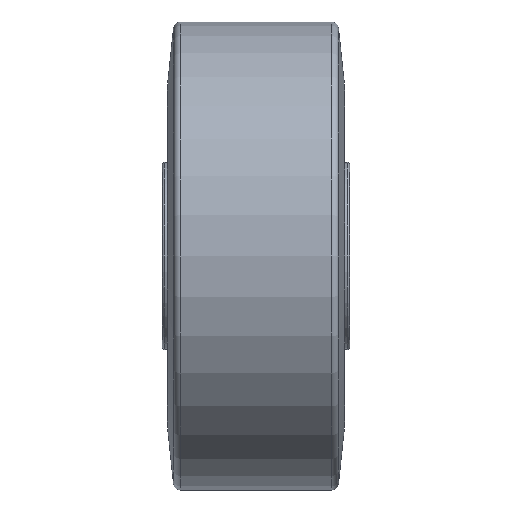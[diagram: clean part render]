
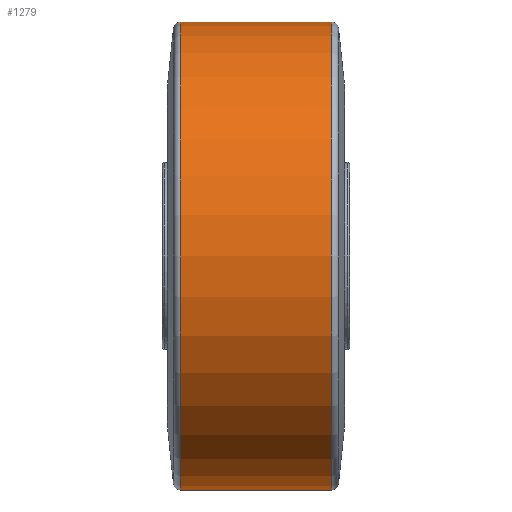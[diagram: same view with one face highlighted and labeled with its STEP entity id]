
A CAD part, front view. The second image highlights one B-rep face of the part: STEP entity #1279.
In plain terms, the highlighted cylindrical face has radius 50 mm (diameter 100 mm), a partial arc.
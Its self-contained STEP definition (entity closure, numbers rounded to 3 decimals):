
#154 = CIRCLE ( 'NONE', #472, 50. ) ;
#184 = EDGE_CURVE ( 'NONE', #1565, #224, #903, .T. ) ;
#204 = LINE ( 'NONE', #1919, #2720 ) ;
#224 = VERTEX_POINT ( 'NONE', #2574 ) ;
#257 = CARTESIAN_POINT ( 'NONE',  ( 16.147, 0., 0. ) ) ;
#284 = AXIS2_PLACEMENT_3D ( 'NONE', #473, #1975, #461 ) ;
#412 = EDGE_LOOP ( 'NONE', ( #2338, #2732, #1146, #1243 ) ) ;
#461 = DIRECTION ( 'NONE',  ( 0., 0., -1. ) ) ;
#472 = AXIS2_PLACEMENT_3D ( 'NONE', #257, #1790, #2614 ) ;
#473 = CARTESIAN_POINT ( 'NONE',  ( -16.147, 0., 0. ) ) ;
#563 = CARTESIAN_POINT ( 'NONE',  ( 16.147, 0., 50. ) ) ;
#840 = VECTOR ( 'NONE', #1912, 1000. ) ;
#880 = DIRECTION ( 'NONE',  ( 0., 0., 1. ) ) ;
#881 = EDGE_CURVE ( 'NONE', #1565, #1921, #154, .T. ) ;
#903 = LINE ( 'NONE', #2608, #840 ) ;
#994 = CIRCLE ( 'NONE', #284, 50. ) ;
#1146 = ORIENTED_EDGE ( 'NONE', *, *, #2071, .T. ) ;
#1243 = ORIENTED_EDGE ( 'NONE', *, *, #2479, .T. ) ;
#1255 = DIRECTION ( 'NONE',  ( -1., 0., 0. ) ) ;
#1279 = ADVANCED_FACE ( 'NONE', ( #2753 ), #1321, .T. ) ;
#1321 = CYLINDRICAL_SURFACE ( 'NONE', #2053, 50. ) ;
#1565 = VERTEX_POINT ( 'NONE', #1727 ) ;
#1709 = VERTEX_POINT ( 'NONE', #1759 ) ;
#1727 = CARTESIAN_POINT ( 'NONE',  ( 16.147, 0., -50. ) ) ;
#1759 = CARTESIAN_POINT ( 'NONE',  ( -16.147, 0., 50. ) ) ;
#1790 = DIRECTION ( 'NONE',  ( -1., 0., 0. ) ) ;
#1912 = DIRECTION ( 'NONE',  ( -1., 0., 0. ) ) ;
#1919 = CARTESIAN_POINT ( 'NONE',  ( -26.529, 0., 50. ) ) ;
#1921 = VERTEX_POINT ( 'NONE', #563 ) ;
#1957 = CARTESIAN_POINT ( 'NONE',  ( -26.529, 0., 0. ) ) ;
#1975 = DIRECTION ( 'NONE',  ( 1., 0., 0. ) ) ;
#2053 = AXIS2_PLACEMENT_3D ( 'NONE', #1957, #2183, #880 ) ;
#2071 = EDGE_CURVE ( 'NONE', #1921, #1709, #204, .T. ) ;
#2183 = DIRECTION ( 'NONE',  ( -1., 0., 0. ) ) ;
#2338 = ORIENTED_EDGE ( 'NONE', *, *, #184, .F. ) ;
#2479 = EDGE_CURVE ( 'NONE', #1709, #224, #994, .T. ) ;
#2574 = CARTESIAN_POINT ( 'NONE',  ( -16.147, 0., -50. ) ) ;
#2608 = CARTESIAN_POINT ( 'NONE',  ( -26.529, 0., -50. ) ) ;
#2614 = DIRECTION ( 'NONE',  ( 0., 0., -1. ) ) ;
#2720 = VECTOR ( 'NONE', #1255, 1000. ) ;
#2732 = ORIENTED_EDGE ( 'NONE', *, *, #881, .T. ) ;
#2753 = FACE_OUTER_BOUND ( 'NONE', #412, .T. ) ;
